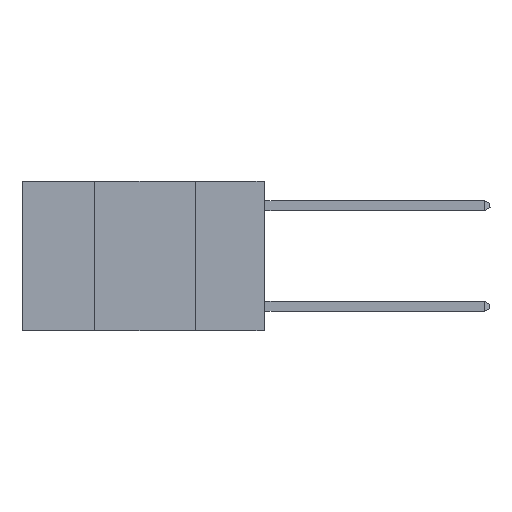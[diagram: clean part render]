
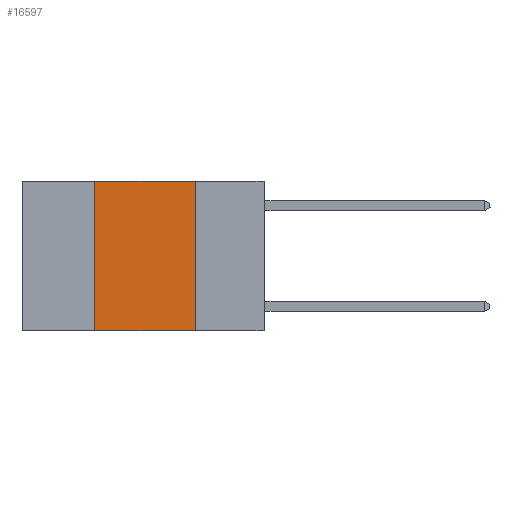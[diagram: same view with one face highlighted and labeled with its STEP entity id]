
A CAD part, left-side view. The second image highlights one B-rep face of the part: STEP entity #16597.
In plain terms, the highlighted planar face has unit normal (-1, 0, 0).
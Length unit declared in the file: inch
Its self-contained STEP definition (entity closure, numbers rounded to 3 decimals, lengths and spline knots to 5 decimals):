
#577 = LINE ( 'NONE', #1035, #15179 ) ;
#696 = EDGE_CURVE ( 'NONE', #3836, #8461, #4920, .T. ) ;
#1035 = CARTESIAN_POINT ( 'NONE',  ( 0., 0.17, 0. ) ) ;
#3599 = LINE ( 'NONE', #15821, #17723 ) ;
#3836 = VERTEX_POINT ( 'NONE', #6708 ) ;
#4128 = ORIENTED_EDGE ( 'NONE', *, *, #17240, .F. ) ;
#4518 = VERTEX_POINT ( 'NONE', #15183 ) ;
#4920 = LINE ( 'NONE', #17273, #12237 ) ;
#5155 = PLANE ( 'NONE',  #14547 ) ;
#6540 = DIRECTION ( 'NONE',  ( 1., 0., 0. ) ) ;
#6708 = CARTESIAN_POINT ( 'NONE',  ( 0., 0.42, 0. ) ) ;
#6961 = VERTEX_POINT ( 'NONE', #12399 ) ;
#7040 = EDGE_CURVE ( 'NONE', #4518, #3836, #16994, .T. ) ;
#7275 = FACE_OUTER_BOUND ( 'NONE', #10802, .T. ) ;
#8231 = ORIENTED_EDGE ( 'NONE', *, *, #7040, .F. ) ;
#8447 = DIRECTION ( 'NONE',  ( 0., 0., 1. ) ) ;
#8461 = VERTEX_POINT ( 'NONE', #13964 ) ;
#10670 = DIRECTION ( 'NONE',  ( 0., 0., -1. ) ) ;
#10776 = EDGE_CURVE ( 'NONE', #4518, #6961, #3599, .T. ) ;
#10802 = EDGE_LOOP ( 'NONE', ( #4128, #15078, #8231, #11868 ) ) ;
#11868 = ORIENTED_EDGE ( 'NONE', *, *, #10776, .T. ) ;
#12237 = VECTOR ( 'NONE', #17337, 39.37008 ) ;
#12399 = CARTESIAN_POINT ( 'NONE',  ( 0., 0.17, -0.37 ) ) ;
#13964 = CARTESIAN_POINT ( 'NONE',  ( 0., 0.17, 0. ) ) ;
#14547 = AXIS2_PLACEMENT_3D ( 'NONE', #14753, #6540, #16123 ) ;
#14753 = CARTESIAN_POINT ( 'NONE',  ( 0., 0.6, 0. ) ) ;
#15078 = ORIENTED_EDGE ( 'NONE', *, *, #696, .F. ) ;
#15179 = VECTOR ( 'NONE', #10670, 39.37008 ) ;
#15183 = CARTESIAN_POINT ( 'NONE',  ( 0., 0.42, -0.37 ) ) ;
#15715 = VECTOR ( 'NONE', #8447, 39.37008 ) ;
#15821 = CARTESIAN_POINT ( 'NONE',  ( 0., 0.6, -0.37 ) ) ;
#16123 = DIRECTION ( 'NONE',  ( 0., 0., -1. ) ) ;
#16597 = ADVANCED_FACE ( 'NONE', ( #7275 ), #5155, .F. ) ;
#16624 = CARTESIAN_POINT ( 'NONE',  ( 0., 0.42, 0. ) ) ;
#16994 = LINE ( 'NONE', #16624, #15715 ) ;
#17189 = DIRECTION ( 'NONE',  ( 0., -1., 0. ) ) ;
#17240 = EDGE_CURVE ( 'NONE', #8461, #6961, #577, .T. ) ;
#17273 = CARTESIAN_POINT ( 'NONE',  ( 0., 0.6, 0. ) ) ;
#17337 = DIRECTION ( 'NONE',  ( 0., -1., 0. ) ) ;
#17723 = VECTOR ( 'NONE', #17189, 39.37008 ) ;
